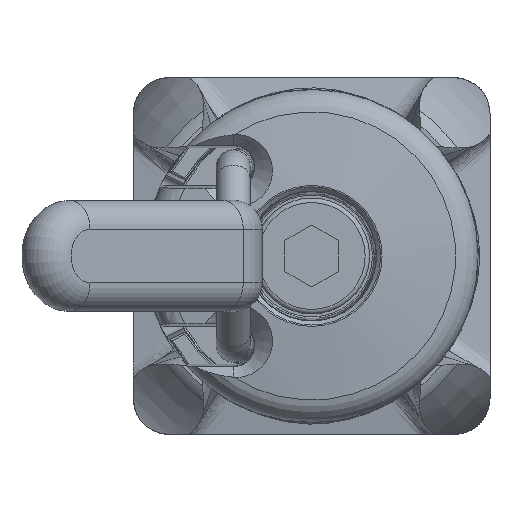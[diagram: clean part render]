
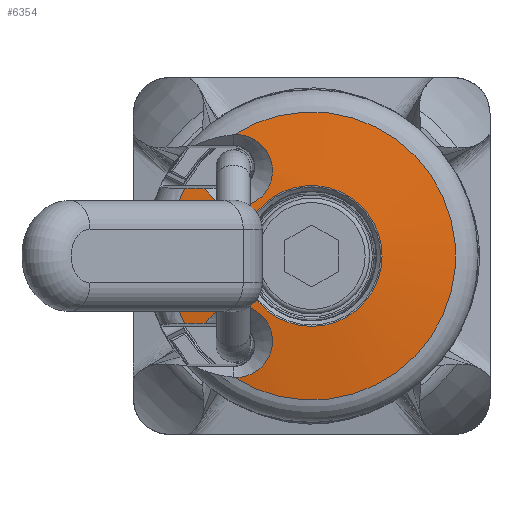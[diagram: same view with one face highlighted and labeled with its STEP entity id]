
A CAD part, left-side view. The second image highlights one B-rep face of the part: STEP entity #6354.
In plain terms, the highlighted spherical face has radius 100.629 mm.
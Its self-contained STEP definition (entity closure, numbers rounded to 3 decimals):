
#18=SPHERICAL_SURFACE('',#7267,100.629);
#1401=B_SPLINE_CURVE_WITH_KNOTS('',3,(#11433,#11434,#11435,#11436,#11437,
#11438,#11439,#11440,#11441,#11442,#11443),.UNSPECIFIED.,.F.,.F.,(4,1,1,
1,1,1,1,1,4),(0.003,0.005,0.007,
0.009,0.011,0.014,0.016,
0.018,0.02),.UNSPECIFIED.);
#1402=B_SPLINE_CURVE_WITH_KNOTS('',3,(#11448,#11449,#11450,#11451,#11452,
#11453,#11454,#11455,#11456,#11457,#11458),.UNSPECIFIED.,.F.,.F.,(4,1,1,
1,1,1,1,1,4),(0.,0.002,0.004,
0.006,0.009,0.011,0.013,
0.015,0.017),.UNSPECIFIED.);
#2813=ORIENTED_EDGE('',*,*,#3993,.T.);
#2814=ORIENTED_EDGE('',*,*,#3994,.T.);
#2815=ORIENTED_EDGE('',*,*,#3995,.T.);
#2816=ORIENTED_EDGE('',*,*,#3996,.T.);
#2817=ORIENTED_EDGE('',*,*,#3997,.T.);
#2818=ORIENTED_EDGE('',*,*,#3998,.T.);
#2819=ORIENTED_EDGE('',*,*,#3999,.F.);
#3993=EDGE_CURVE('',#4704,#4705,#1401,.T.);
#3994=EDGE_CURVE('',#4705,#4706,#5109,.T.);
#3995=EDGE_CURVE('',#4706,#4707,#1402,.T.);
#3996=EDGE_CURVE('',#4707,#4708,#5110,.F.);
#3997=EDGE_CURVE('',#4708,#4709,#5111,.T.);
#3998=EDGE_CURVE('',#4709,#4704,#5112,.F.);
#3999=EDGE_CURVE('',#4710,#4710,#5113,.T.);
#4704=VERTEX_POINT('',#11444);
#4705=VERTEX_POINT('',#11445);
#4706=VERTEX_POINT('',#11447);
#4707=VERTEX_POINT('',#11459);
#4708=VERTEX_POINT('',#11461);
#4709=VERTEX_POINT('',#11463);
#4710=VERTEX_POINT('',#11466);
#5109=CIRCLE('',#7268,16.15);
#5110=CIRCLE('',#7269,100.111);
#5111=CIRCLE('',#7270,16.15);
#5112=CIRCLE('',#7271,100.111);
#5113=CIRCLE('',#7272,7.894);
#5490=EDGE_LOOP('',(#2813,#2814,#2815,#2816,#2817,#2818));
#5491=EDGE_LOOP('',(#2819));
#5922=FACE_BOUND('',#5490,.T.);
#5923=FACE_BOUND('',#5491,.T.);
#6354=ADVANCED_FACE('',(#5922,#5923),#18,.T.);
#7267=AXIS2_PLACEMENT_3D('',#11432,#8831,#8832);
#7268=AXIS2_PLACEMENT_3D('',#11446,#8833,#8834);
#7269=AXIS2_PLACEMENT_3D('',#11460,#8835,#8836);
#7270=AXIS2_PLACEMENT_3D('',#11462,#8837,#8838);
#7271=AXIS2_PLACEMENT_3D('',#11464,#8839,#8840);
#7272=AXIS2_PLACEMENT_3D('',#11465,#8841,#8842);
#8831=DIRECTION('',(1.,0.,0.));
#8832=DIRECTION('',(0.,1.,0.));
#8833=DIRECTION('',(1.,0.,0.));
#8834=DIRECTION('',(0.,0.,-1.));
#8835=DIRECTION('',(0.026,1.,0.));
#8836=DIRECTION('',(-1.,0.026,0.));
#8837=DIRECTION('',(1.,0.,0.));
#8838=DIRECTION('',(0.,0.,-1.));
#8839=DIRECTION('',(0.026,-1.,0.));
#8840=DIRECTION('',(1.,0.026,0.));
#8841=DIRECTION('',(1.,0.,0.));
#8842=DIRECTION('',(0.,0.,-1.));
#11432=CARTESIAN_POINT('',(-89.871,0.,0.));
#11433=CARTESIAN_POINT('',(9.76,-7.594,11.925));
#11434=CARTESIAN_POINT('',(9.85,-6.971,11.57));
#11435=CARTESIAN_POINT('',(10.037,-5.925,10.536));
#11436=CARTESIAN_POINT('',(10.274,-5.336,8.383));
#11437=CARTESIAN_POINT('',(10.398,-5.927,6.231));
#11438=CARTESIAN_POINT('',(10.373,-7.557,4.681));
#11439=CARTESIAN_POINT('',(10.206,-9.739,4.199));
#11440=CARTESIAN_POINT('',(9.946,-11.852,4.881));
#11441=CARTESIAN_POINT('',(9.664,-13.34,6.531));
#11442=CARTESIAN_POINT('',(9.511,-13.65,7.976));
#11443=CARTESIAN_POINT('',(9.453,-13.607,8.7));
#11444=CARTESIAN_POINT('',(9.76,-7.594,11.925));
#11445=CARTESIAN_POINT('',(9.453,-13.607,8.7));
#11446=CARTESIAN_POINT('',(9.453,0.,0.));
#11447=CARTESIAN_POINT('',(9.453,13.607,8.7));
#11448=CARTESIAN_POINT('',(9.453,13.607,8.7));
#11449=CARTESIAN_POINT('',(9.511,13.65,7.976));
#11450=CARTESIAN_POINT('',(9.663,13.342,6.535));
#11451=CARTESIAN_POINT('',(9.946,11.853,4.882));
#11452=CARTESIAN_POINT('',(10.205,9.745,4.199));
#11453=CARTESIAN_POINT('',(10.373,7.557,4.681));
#11454=CARTESIAN_POINT('',(10.398,5.932,6.222));
#11455=CARTESIAN_POINT('',(10.274,5.335,8.385));
#11456=CARTESIAN_POINT('',(10.038,5.922,10.533));
#11457=CARTESIAN_POINT('',(9.849,6.976,11.572));
#11458=CARTESIAN_POINT('',(9.76,7.594,11.925));
#11459=CARTESIAN_POINT('',(9.76,7.594,11.925));
#11460=CARTESIAN_POINT('',(-89.604,10.196,0.));
#11461=CARTESIAN_POINT('',(9.453,7.602,14.249));
#11462=CARTESIAN_POINT('',(9.453,0.,0.));
#11463=CARTESIAN_POINT('',(9.453,-7.602,14.249));
#11464=CARTESIAN_POINT('',(-89.604,-10.196,0.));
#11465=CARTESIAN_POINT('',(10.448,0.,0.));
#11466=CARTESIAN_POINT('',(10.448,0.,-7.894));
